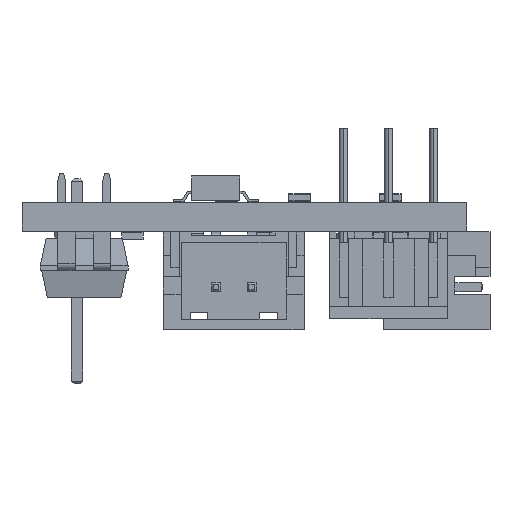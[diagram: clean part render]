
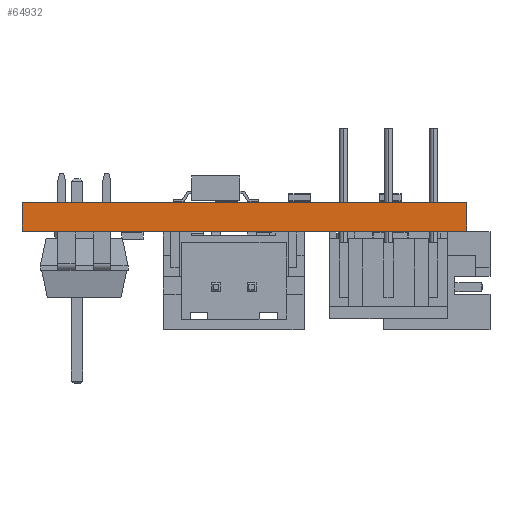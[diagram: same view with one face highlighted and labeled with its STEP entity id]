
A CAD part, front view. The second image highlights one B-rep face of the part: STEP entity #64932.
In plain terms, the highlighted planar face has unit normal (0, -1, 0).
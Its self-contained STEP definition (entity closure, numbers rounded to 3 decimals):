
#64932 = ADVANCED_FACE('',(#64933),#64947,.T.);
#64933 = FACE_BOUND('',#64934,.T.);
#64934 = EDGE_LOOP('',(#64935,#64970,#64998,#65026));
#64935 = ORIENTED_EDGE('',*,*,#64936,.T.);
#64936 = EDGE_CURVE('',#64937,#64939,#64941,.T.);
#64937 = VERTEX_POINT('',#64938);
#64938 = CARTESIAN_POINT('',(25.,-0.,0.));
#64939 = VERTEX_POINT('',#64940);
#64940 = CARTESIAN_POINT('',(25.,0.,1.6));
#64941 = SURFACE_CURVE('',#64942,(#64946,#64958),.PCURVE_S1.);
#64942 = LINE('',#64943,#64944);
#64943 = CARTESIAN_POINT('',(25.,-0.,0.));
#64944 = VECTOR('',#64945,1.);
#64945 = DIRECTION('',(0.,0.,1.));
#64946 = PCURVE('',#64947,#64952);
#64947 = PLANE('',#64948);
#64948 = AXIS2_PLACEMENT_3D('',#64949,#64950,#64951);
#64949 = CARTESIAN_POINT('',(25.,0.,0.));
#64950 = DIRECTION('',(0.,-1.,0.));
#64951 = DIRECTION('',(-1.,0.,0.));
#64952 = DEFINITIONAL_REPRESENTATION('',(#64953),#64957);
#64953 = LINE('',#64954,#64955);
#64954 = CARTESIAN_POINT('',(0.,0.));
#64955 = VECTOR('',#64956,1.);
#64956 = DIRECTION('',(0.,-1.));
#64957 = ( GEOMETRIC_REPRESENTATION_CONTEXT(2) 
PARAMETRIC_REPRESENTATION_CONTEXT() REPRESENTATION_CONTEXT('2D SPACE',''
  ) );
#64958 = PCURVE('',#64959,#64964);
#64959 = PLANE('',#64960);
#64960 = AXIS2_PLACEMENT_3D('',#64961,#64962,#64963);
#64961 = CARTESIAN_POINT('',(25.,32.,0.));
#64962 = DIRECTION('',(1.,0.,-0.));
#64963 = DIRECTION('',(0.,-1.,0.));
#64964 = DEFINITIONAL_REPRESENTATION('',(#64965),#64969);
#64965 = LINE('',#64966,#64967);
#64966 = CARTESIAN_POINT('',(32.,0.));
#64967 = VECTOR('',#64968,1.);
#64968 = DIRECTION('',(0.,-1.));
#64969 = ( GEOMETRIC_REPRESENTATION_CONTEXT(2) 
PARAMETRIC_REPRESENTATION_CONTEXT() REPRESENTATION_CONTEXT('2D SPACE',''
  ) );
#64970 = ORIENTED_EDGE('',*,*,#64971,.T.);
#64971 = EDGE_CURVE('',#64939,#64972,#64974,.T.);
#64972 = VERTEX_POINT('',#64973);
#64973 = CARTESIAN_POINT('',(0.,0.,1.6));
#64974 = SURFACE_CURVE('',#64975,(#64979,#64986),.PCURVE_S1.);
#64975 = LINE('',#64976,#64977);
#64976 = CARTESIAN_POINT('',(25.,0.,1.6));
#64977 = VECTOR('',#64978,1.);
#64978 = DIRECTION('',(-1.,0.,0.));
#64979 = PCURVE('',#64947,#64980);
#64980 = DEFINITIONAL_REPRESENTATION('',(#64981),#64985);
#64981 = LINE('',#64982,#64983);
#64982 = CARTESIAN_POINT('',(0.,-1.6));
#64983 = VECTOR('',#64984,1.);
#64984 = DIRECTION('',(1.,0.));
#64985 = ( GEOMETRIC_REPRESENTATION_CONTEXT(2) 
PARAMETRIC_REPRESENTATION_CONTEXT() REPRESENTATION_CONTEXT('2D SPACE',''
  ) );
#64986 = PCURVE('',#64987,#64992);
#64987 = PLANE('',#64988);
#64988 = AXIS2_PLACEMENT_3D('',#64989,#64990,#64991);
#64989 = CARTESIAN_POINT('',(12.5,16.,1.6));
#64990 = DIRECTION('',(-0.,-0.,-1.));
#64991 = DIRECTION('',(-1.,0.,0.));
#64992 = DEFINITIONAL_REPRESENTATION('',(#64993),#64997);
#64993 = LINE('',#64994,#64995);
#64994 = CARTESIAN_POINT('',(-12.5,-16.));
#64995 = VECTOR('',#64996,1.);
#64996 = DIRECTION('',(1.,0.));
#64997 = ( GEOMETRIC_REPRESENTATION_CONTEXT(2) 
PARAMETRIC_REPRESENTATION_CONTEXT() REPRESENTATION_CONTEXT('2D SPACE',''
  ) );
#64998 = ORIENTED_EDGE('',*,*,#64999,.F.);
#64999 = EDGE_CURVE('',#65000,#64972,#65002,.T.);
#65000 = VERTEX_POINT('',#65001);
#65001 = CARTESIAN_POINT('',(0.,-0.,0.));
#65002 = SURFACE_CURVE('',#65003,(#65007,#65014),.PCURVE_S1.);
#65003 = LINE('',#65004,#65005);
#65004 = CARTESIAN_POINT('',(0.,-0.,0.));
#65005 = VECTOR('',#65006,1.);
#65006 = DIRECTION('',(0.,0.,1.));
#65007 = PCURVE('',#64947,#65008);
#65008 = DEFINITIONAL_REPRESENTATION('',(#65009),#65013);
#65009 = LINE('',#65010,#65011);
#65010 = CARTESIAN_POINT('',(25.,0.));
#65011 = VECTOR('',#65012,1.);
#65012 = DIRECTION('',(0.,-1.));
#65013 = ( GEOMETRIC_REPRESENTATION_CONTEXT(2) 
PARAMETRIC_REPRESENTATION_CONTEXT() REPRESENTATION_CONTEXT('2D SPACE',''
  ) );
#65014 = PCURVE('',#65015,#65020);
#65015 = PLANE('',#65016);
#65016 = AXIS2_PLACEMENT_3D('',#65017,#65018,#65019);
#65017 = CARTESIAN_POINT('',(0.,0.,0.));
#65018 = DIRECTION('',(-1.,0.,0.));
#65019 = DIRECTION('',(0.,1.,0.));
#65020 = DEFINITIONAL_REPRESENTATION('',(#65021),#65025);
#65021 = LINE('',#65022,#65023);
#65022 = CARTESIAN_POINT('',(0.,0.));
#65023 = VECTOR('',#65024,1.);
#65024 = DIRECTION('',(0.,-1.));
#65025 = ( GEOMETRIC_REPRESENTATION_CONTEXT(2) 
PARAMETRIC_REPRESENTATION_CONTEXT() REPRESENTATION_CONTEXT('2D SPACE',''
  ) );
#65026 = ORIENTED_EDGE('',*,*,#65027,.F.);
#65027 = EDGE_CURVE('',#64937,#65000,#65028,.T.);
#65028 = SURFACE_CURVE('',#65029,(#65033,#65040),.PCURVE_S1.);
#65029 = LINE('',#65030,#65031);
#65030 = CARTESIAN_POINT('',(25.,-0.,0.));
#65031 = VECTOR('',#65032,1.);
#65032 = DIRECTION('',(-1.,0.,0.));
#65033 = PCURVE('',#64947,#65034);
#65034 = DEFINITIONAL_REPRESENTATION('',(#65035),#65039);
#65035 = LINE('',#65036,#65037);
#65036 = CARTESIAN_POINT('',(0.,0.));
#65037 = VECTOR('',#65038,1.);
#65038 = DIRECTION('',(1.,0.));
#65039 = ( GEOMETRIC_REPRESENTATION_CONTEXT(2) 
PARAMETRIC_REPRESENTATION_CONTEXT() REPRESENTATION_CONTEXT('2D SPACE',''
  ) );
#65040 = PCURVE('',#65041,#65046);
#65041 = PLANE('',#65042);
#65042 = AXIS2_PLACEMENT_3D('',#65043,#65044,#65045);
#65043 = CARTESIAN_POINT('',(12.5,16.,0.));
#65044 = DIRECTION('',(-0.,-0.,-1.));
#65045 = DIRECTION('',(-1.,0.,0.));
#65046 = DEFINITIONAL_REPRESENTATION('',(#65047),#65051);
#65047 = LINE('',#65048,#65049);
#65048 = CARTESIAN_POINT('',(-12.5,-16.));
#65049 = VECTOR('',#65050,1.);
#65050 = DIRECTION('',(1.,0.));
#65051 = ( GEOMETRIC_REPRESENTATION_CONTEXT(2) 
PARAMETRIC_REPRESENTATION_CONTEXT() REPRESENTATION_CONTEXT('2D SPACE',''
  ) );
